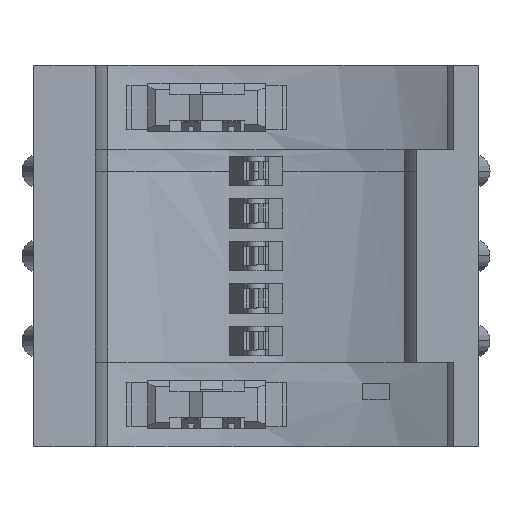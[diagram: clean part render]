
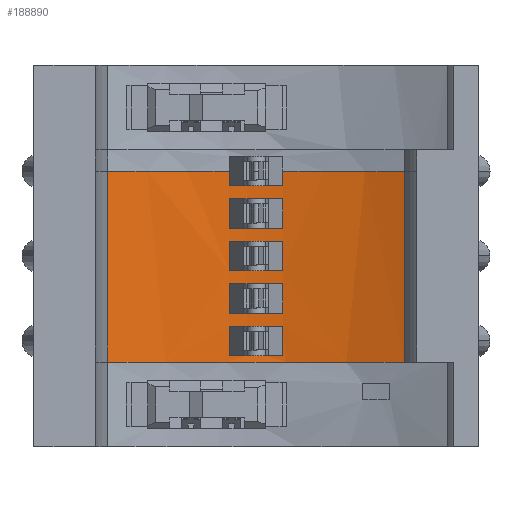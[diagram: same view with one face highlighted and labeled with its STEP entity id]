
A CAD part, front view. The second image highlights one B-rep face of the part: STEP entity #188890.
In plain terms, the highlighted cylindrical face has radius 77.2 mm (diameter 154.4 mm), a partial arc.
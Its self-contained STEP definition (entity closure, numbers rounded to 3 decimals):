
#100=CARTESIAN_POINT('',(5.16,-77.027,
88.425));
#110=VERTEX_POINT('',#100);
#280=CARTESIAN_POINT('',(5.16,-77.027,
82.725));
#290=VERTEX_POINT('',#280);
#320=CARTESIAN_POINT('',(5.16,-77.027,
89.65));
#330=DIRECTION('',(0.,0.,1.));
#340=VECTOR('',#330,1.);
#350=LINE('',#320,#340);
#360=EDGE_CURVE('',#290,#110,#350,.T.);
#8410=CARTESIAN_POINT('',(0.,0.,
88.425));
#8420=DIRECTION('',(0.,0.,1.));
#8430=DIRECTION('',(0.,-1.,0.));
#8440=AXIS2_PLACEMENT_3D('',#8410,#8420,#8430);
#8450=CIRCLE('',#8440,77.2);
#8460=CARTESIAN_POINT('',(-5.16,-77.027,
88.425));
#8470=VERTEX_POINT('',#8460);
#8480=EDGE_CURVE('',#8470,#110,#8450,.T.);
#8810=CARTESIAN_POINT('',(-5.16,-77.027,
82.725));
#8820=VERTEX_POINT('',#8810);
#8870=CARTESIAN_POINT('',(-5.16,-77.027,
89.65));
#8880=DIRECTION('',(0.,0.,1.));
#8890=VECTOR('',#8880,1.);
#8900=LINE('',#8870,#8890);
#8910=EDGE_CURVE('',#8820,#8470,#8900,.T.);
#9250=CARTESIAN_POINT('',(0.,0.,
82.725));
#9260=DIRECTION('',(0.,0.,1.));
#9270=DIRECTION('',(0.,-1.,0.));
#9280=AXIS2_PLACEMENT_3D('',#9250,#9260,#9270);
#9290=CIRCLE('',#9280,77.2);
#9300=EDGE_CURVE('',#8820,#290,#9290,.T.);
#14520=CARTESIAN_POINT('',(0.,0.,
63.975));
#14530=DIRECTION('',(0.,0.,1.));
#14540=DIRECTION('',(0.,-1.,0.));
#14550=AXIS2_PLACEMENT_3D('',#14520,#14530,#14540);
#14560=CIRCLE('',#14550,77.2);
#14570=CARTESIAN_POINT('',(-5.16,-77.027,
63.975));
#14580=VERTEX_POINT('',#14570);
#14590=CARTESIAN_POINT('',(5.16,-77.027,
63.975));
#14600=VERTEX_POINT('',#14590);
#14610=EDGE_CURVE('',#14580,#14600,#14560,.T.);
#20230=CARTESIAN_POINT('',(0.,0.,
80.275));
#20240=DIRECTION('',(0.,0.,1.));
#20250=DIRECTION('',(0.,-1.,0.));
#20260=AXIS2_PLACEMENT_3D('',#20230,#20240,#20250);
#20270=CIRCLE('',#20260,77.2);
#20280=CARTESIAN_POINT('',(-5.16,-77.027,
80.275));
#20290=VERTEX_POINT('',#20280);
#20300=CARTESIAN_POINT('',(5.16,-77.027,
80.275));
#20310=VERTEX_POINT('',#20300);
#20320=EDGE_CURVE('',#20290,#20310,#20270,.T.);
#30440=CARTESIAN_POINT('',(-28.491,-71.75,
89.65));
#30450=VERTEX_POINT('',#30440);
#31610=CARTESIAN_POINT('',(0.,0.,
89.65));
#31620=DIRECTION('',(0.,0.,1.));
#31630=DIRECTION('',(0.,-1.,0.));
#31640=AXIS2_PLACEMENT_3D('',#31610,#31620,#31630);
#31650=CIRCLE('',#31640,77.2);
#31660=CARTESIAN_POINT('',(28.491,-71.75,
89.65));
#31670=VERTEX_POINT('',#31660);
#31680=EDGE_CURVE('',#30450,#31670,#31650,.T.);
#47010=CARTESIAN_POINT('',(-5.16,-77.027,
66.425));
#47020=VERTEX_POINT('',#47010);
#47170=CARTESIAN_POINT('',(-5.16,-77.027,
72.125));
#47180=VERTEX_POINT('',#47170);
#47210=CARTESIAN_POINT('',(-5.16,-77.027,
65.2));
#47220=DIRECTION('',(0.,0.,1.));
#47230=VECTOR('',#47220,1.);
#47240=LINE('',#47210,#47230);
#47250=EDGE_CURVE('',#47020,#47180,#47240,.T.);
#77510=CARTESIAN_POINT('',(5.16,-77.027,
74.575));
#77520=VERTEX_POINT('',#77510);
#77550=CARTESIAN_POINT('',(5.16,-77.027,
65.2));
#77560=DIRECTION('',(0.,0.,1.));
#77570=VECTOR('',#77560,1.);
#77580=LINE('',#77550,#77570);
#77590=EDGE_CURVE('',#77520,#20310,#77580,.T.);
#90930=CARTESIAN_POINT('',(-5.16,-77.027,
74.575));
#90940=VERTEX_POINT('',#90930);
#90970=CARTESIAN_POINT('',(0.,0.,
74.575));
#90980=DIRECTION('',(0.,0.,1.));
#90990=DIRECTION('',(0.,-1.,0.));
#91000=AXIS2_PLACEMENT_3D('',#90970,#90980,#90990);
#91010=CIRCLE('',#91000,77.2);
#91020=EDGE_CURVE('',#90940,#77520,#91010,.T.);
#123200=CARTESIAN_POINT('',(-5.16,-77.027,
58.275));
#123210=VERTEX_POINT('',#123200);
#123310=CARTESIAN_POINT('',(-5.16,-77.027,
65.2));
#123320=DIRECTION('',(0.,0.,1.));
#123330=VECTOR('',#123320,1.);
#123340=LINE('',#123310,#123330);
#123350=EDGE_CURVE('',#123210,#14580,#123340,.T.);
#150020=CARTESIAN_POINT('',(0.,0.,
72.125));
#150030=DIRECTION('',(0.,0.,1.));
#150040=DIRECTION('',(0.,-1.,0.));
#150050=AXIS2_PLACEMENT_3D('',#150020,#150030,#150040);
#150060=CIRCLE('',#150050,77.2);
#150070=CARTESIAN_POINT('',(5.16,-77.027,
72.125));
#150080=VERTEX_POINT('',#150070);
#150090=EDGE_CURVE('',#47180,#150080,#150060,.T.);
#158650=CARTESIAN_POINT('',(5.16,-77.027,
58.275));
#158660=VERTEX_POINT('',#158650);
#158690=CARTESIAN_POINT('',(5.16,-77.027,
65.2));
#158700=DIRECTION('',(0.,0.,1.));
#158710=VECTOR('',#158700,1.);
#158720=LINE('',#158690,#158710);
#158730=EDGE_CURVE('',#158660,#14600,#158720,.T.);
#160830=CARTESIAN_POINT('',(5.16,-77.027,
66.425));
#160840=VERTEX_POINT('',#160830);
#160870=CARTESIAN_POINT('',(5.16,-77.027,
65.2));
#160880=DIRECTION('',(0.,0.,1.));
#160890=VECTOR('',#160880,1.);
#160900=LINE('',#160870,#160890);
#160910=EDGE_CURVE('',#160840,#150080,#160900,.T.);
#167070=CARTESIAN_POINT('',(-5.16,-77.027,
65.2));
#167080=DIRECTION('',(0.,0.,1.));
#167090=VECTOR('',#167080,1.);
#167100=LINE('',#167070,#167090);
#167110=EDGE_CURVE('',#90940,#20290,#167100,.T.);
#179780=CARTESIAN_POINT('',(0.,0.,
58.275));
#179790=DIRECTION('',(0.,0.,1.));
#179800=DIRECTION('',(0.,-1.,0.));
#179810=AXIS2_PLACEMENT_3D('',#179780,#179790,#179800);
#179820=CIRCLE('',#179810,77.2);
#179830=EDGE_CURVE('',#123210,#158660,#179820,.T.);
#180120=CARTESIAN_POINT('',(0.,0.,
66.425));
#180130=DIRECTION('',(0.,0.,1.));
#180140=DIRECTION('',(0.,-1.,0.));
#180150=AXIS2_PLACEMENT_3D('',#180120,#180130,#180140);
#180160=CIRCLE('',#180150,77.2);
#180170=EDGE_CURVE('',#47020,#160840,#180160,.T.);
#188050=CARTESIAN_POINT('',(0.,0.,
114.1));
#188060=DIRECTION('',(0.,0.,1.));
#188070=DIRECTION('',(0.,-1.,0.));
#188080=AXIS2_PLACEMENT_3D('',#188050,#188060,#188070);
#188090=CYLINDRICAL_SURFACE('',#188080,77.2);
#188100=ORIENTED_EDGE('',*,*,#14610,.F.);
#188110=ORIENTED_EDGE('',*,*,#158730,.T.);
#188120=ORIENTED_EDGE('',*,*,#179830,.T.);
#188130=ORIENTED_EDGE('',*,*,#123350,.F.);
#188140=EDGE_LOOP('',(#188130,#188120,#188110,#188100));
#188150=FACE_BOUND('',#188140,.T.);
#188160=ORIENTED_EDGE('',*,*,#8910,.F.);
#188170=ORIENTED_EDGE('',*,*,#8480,.F.);
#188180=ORIENTED_EDGE('',*,*,#360,.T.);
#188190=ORIENTED_EDGE('',*,*,#9300,.T.);
#188200=EDGE_LOOP('',(#188190,#188180,#188170,#188160));
#188210=FACE_BOUND('',#188200,.T.);
#188220=ORIENTED_EDGE('',*,*,#20320,.F.);
#188230=ORIENTED_EDGE('',*,*,#77590,.T.);
#188240=ORIENTED_EDGE('',*,*,#91020,.T.);
#188250=ORIENTED_EDGE('',*,*,#167110,.F.);
#188260=EDGE_LOOP('',(#188250,#188240,#188230,#188220));
#188270=FACE_BOUND('',#188260,.T.);
#188280=ORIENTED_EDGE('',*,*,#47250,.F.);
#188290=ORIENTED_EDGE('',*,*,#150090,.F.);
#188300=ORIENTED_EDGE('',*,*,#160910,.T.);
#188310=ORIENTED_EDGE('',*,*,#180170,.T.);
#188320=EDGE_LOOP('',(#188310,#188300,#188290,#188280));
#188330=FACE_BOUND('',#188320,.T.);
#188340=CARTESIAN_POINT('',(0.,0.,
52.975));
#188350=DIRECTION('',(0.,0.,1.));
#188360=DIRECTION('',(0.,-1.,0.));
#188370=AXIS2_PLACEMENT_3D('',#188340,#188350,#188360);
#188380=CIRCLE('',#188370,77.2);
#188390=CARTESIAN_POINT('',(-28.491,-71.75,
52.975));
#188400=VERTEX_POINT('',#188390);
#188410=CARTESIAN_POINT('',(-5.16,-77.027,
52.975));
#188420=VERTEX_POINT('',#188410);
#188430=EDGE_CURVE('',#188400,#188420,#188380,.T.);
#188440=ORIENTED_EDGE('',*,*,#188430,.F.);
#188450=CARTESIAN_POINT('',(-5.16,-77.027,
81.5));
#188460=DIRECTION('',(0.,0.,1.));
#188470=VECTOR('',#188460,1.);
#188480=LINE('',#188450,#188470);
#188490=CARTESIAN_POINT('',(-5.16,-77.027,
55.825));
#188500=VERTEX_POINT('',#188490);
#188510=EDGE_CURVE('',#188420,#188500,#188480,.T.);
#188520=ORIENTED_EDGE('',*,*,#188510,.F.);
#188530=CARTESIAN_POINT('',(0.,0.,
55.825));
#188540=DIRECTION('',(0.,0.,1.));
#188550=DIRECTION('',(0.,-1.,0.));
#188560=AXIS2_PLACEMENT_3D('',#188530,#188540,#188550);
#188570=CIRCLE('',#188560,77.2);
#188580=CARTESIAN_POINT('',(5.16,-77.027,
55.825));
#188590=VERTEX_POINT('',#188580);
#188600=EDGE_CURVE('',#188500,#188590,#188570,.T.);
#188610=ORIENTED_EDGE('',*,*,#188600,.F.);
#188620=CARTESIAN_POINT('',(5.16,-77.027,
81.5));
#188630=DIRECTION('',(0.,0.,1.));
#188640=VECTOR('',#188630,1.);
#188650=LINE('',#188620,#188640);
#188660=CARTESIAN_POINT('',(5.16,-77.027,
52.975));
#188670=VERTEX_POINT('',#188660);
#188680=EDGE_CURVE('',#188670,#188590,#188650,.T.);
#188690=ORIENTED_EDGE('',*,*,#188680,.T.);
#188700=CARTESIAN_POINT('',(28.491,-71.75,
52.975));
#188710=VERTEX_POINT('',#188700);
#188720=EDGE_CURVE('',#188670,#188710,#188380,.T.);
#188730=ORIENTED_EDGE('',*,*,#188720,.F.);
#188740=CARTESIAN_POINT('',(28.491,-71.75,
114.1));
#188750=DIRECTION('',(0.,0.,-1.));
#188760=VECTOR('',#188750,1.);
#188770=LINE('',#188740,#188760);
#188780=EDGE_CURVE('',#31670,#188710,#188770,.T.);
#188790=ORIENTED_EDGE('',*,*,#188780,.T.);
#188800=ORIENTED_EDGE('',*,*,#31680,.T.);
#188810=CARTESIAN_POINT('',(-28.491,-71.75,
114.1));
#188820=DIRECTION('',(0.,0.,-1.));
#188830=VECTOR('',#188820,1.);
#188840=LINE('',#188810,#188830);
#188850=EDGE_CURVE('',#30450,#188400,#188840,.T.);
#188860=ORIENTED_EDGE('',*,*,#188850,.F.);
#188870=EDGE_LOOP('',(#188860,#188800,#188790,#188730,#188690,#188610,
#188520,#188440));
#188880=FACE_OUTER_BOUND('',#188870,.T.);
#188890=ADVANCED_FACE('',(#188150,#188210,#188270,#188330,#188880),
#188090,.F.);
